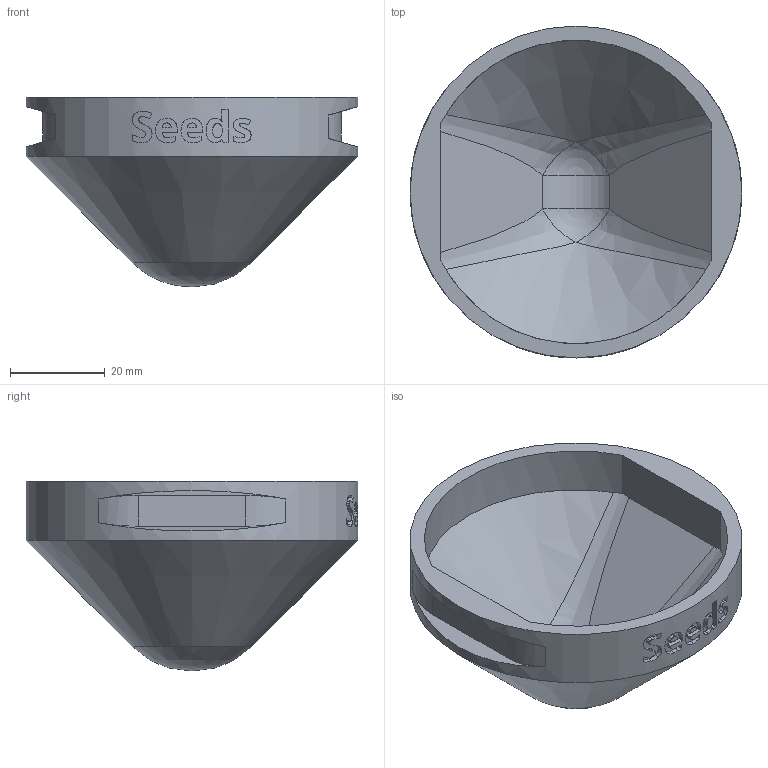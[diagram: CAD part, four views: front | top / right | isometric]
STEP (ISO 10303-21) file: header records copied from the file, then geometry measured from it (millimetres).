
FILE_DESCRIPTION( ( '' ), ' ' );
FILE_NAME( '5a1ffecad332ba1027f09bc7.step', '2017-11-30T12:51:23', ( '' ), ( '' ), ' ', ' ', ' ' );
FILE_SCHEMA( ( 'AUTOMOTIVE_DESIGN { 1 0 10303 214 1 1 1 1 }' ) );
Length unit declared in the file: metre
Products named in the file (1): Seed Bin
Bounding box: 70 x 70 x 40 mm (x, y, z)
Volume: 29212.4 mm3; surface area: 15432.1 mm2
Topology: 1 solids, 1 shells, 155 faces, 426 edges, 281 vertices
Faces by surface type: extrusion 97, plane 32, cylinder 16, bspline 5, cone 3, sphere 2
Full cylindrical faces by diameter (mm): 70 x1
Entity records: 8173 total; most frequent: CARTESIAN_POINT 3423, ORIENTED_EDGE 830, DIRECTION 458, EDGE_CURVE 415, B_SPLINE_CURVE_WITH_KNOTS 307, VERTEX_POINT 276, VECTOR 254, EDGE_LOOP 169
